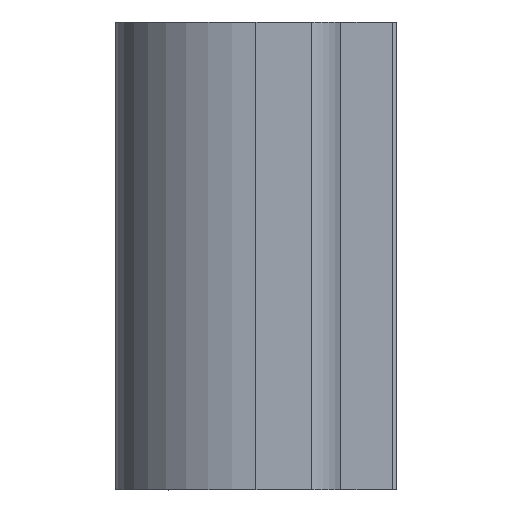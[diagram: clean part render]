
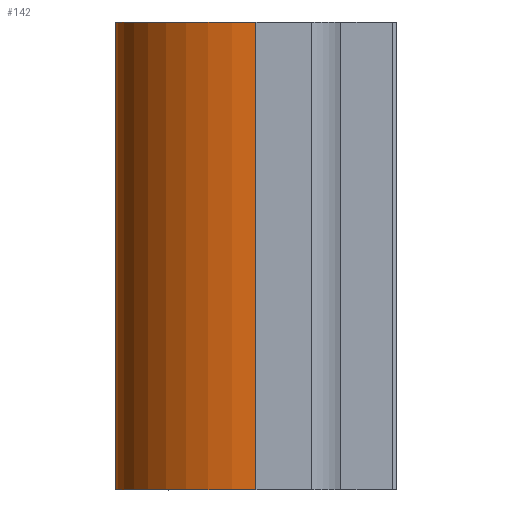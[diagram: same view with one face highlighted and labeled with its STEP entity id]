
A CAD part, front view. The second image highlights one B-rep face of the part: STEP entity #142.
In plain terms, the highlighted cylindrical face has radius 30 mm (diameter 60 mm), a partial arc.
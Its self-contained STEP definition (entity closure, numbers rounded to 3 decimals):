
#142 = ADVANCED_FACE ( 'NONE', ( #5466 ), #4959, .T. ) ;
#163 = VECTOR ( 'NONE', #459, 1000. ) ;
#249 = CARTESIAN_POINT ( 'NONE',  ( 8017.896, 3701.825, 100. ) ) ;
#323 = VERTEX_POINT ( 'NONE', #7478 ) ;
#459 = DIRECTION ( 'NONE',  ( 0., 0., 1. ) ) ;
#1120 = CARTESIAN_POINT ( 'NONE',  ( 7987.896, 3731.825, 0. ) ) ;
#1586 = EDGE_LOOP ( 'NONE', ( #6539, #6422, #6291, #6057 ) ) ;
#1862 = VECTOR ( 'NONE', #5594, 1000. ) ;
#2072 = LINE ( 'NONE', #9563, #1862 ) ;
#2321 = AXIS2_PLACEMENT_3D ( 'NONE', #4381, #4450, #4248 ) ;
#2528 = DIRECTION ( 'NONE',  ( 0., 0., -1. ) ) ;
#2571 = DIRECTION ( 'NONE',  ( 0., 0., 1. ) ) ;
#2729 = AXIS2_PLACEMENT_3D ( 'NONE', #7121, #2528, #7947 ) ;
#3177 = VERTEX_POINT ( 'NONE', #1120 ) ;
#3274 = VERTEX_POINT ( 'NONE', #249 ) ;
#4044 = CARTESIAN_POINT ( 'NONE',  ( 8017.896, 3701.825, 100. ) ) ;
#4248 = DIRECTION ( 'NONE',  ( -1., 0., 0. ) ) ;
#4381 = CARTESIAN_POINT ( 'NONE',  ( 8017.896, 3731.825, 100. ) ) ;
#4450 = DIRECTION ( 'NONE',  ( 0., 0., -1. ) ) ;
#4959 = CYLINDRICAL_SURFACE ( 'NONE', #2321, 30. ) ;
#5466 = FACE_OUTER_BOUND ( 'NONE', #1586, .T. ) ;
#5594 = DIRECTION ( 'NONE',  ( 0., 0., -1. ) ) ;
#5917 = CARTESIAN_POINT ( 'NONE',  ( 7987.896, 3731.825, 100. ) ) ;
#6057 = ORIENTED_EDGE ( 'NONE', *, *, #8598, .T. ) ;
#6068 = CIRCLE ( 'NONE', #8910, 30. ) ;
#6291 = ORIENTED_EDGE ( 'NONE', *, *, #8583, .T. ) ;
#6313 = LINE ( 'NONE', #4044, #163 ) ;
#6422 = ORIENTED_EDGE ( 'NONE', *, *, #8601, .T. ) ;
#6539 = ORIENTED_EDGE ( 'NONE', *, *, #8569, .T. ) ;
#6549 = CIRCLE ( 'NONE', #2729, 30. ) ;
#7121 = CARTESIAN_POINT ( 'NONE',  ( 8017.896, 3731.825, 100. ) ) ;
#7156 = CARTESIAN_POINT ( 'NONE',  ( 8017.896, 3731.825, 0. ) ) ;
#7478 = CARTESIAN_POINT ( 'NONE',  ( 8017.896, 3701.825, 0. ) ) ;
#7947 = DIRECTION ( 'NONE',  ( -1., 0., 0. ) ) ;
#7978 = DIRECTION ( 'NONE',  ( -1., 0., 0. ) ) ;
#8569 = EDGE_CURVE ( 'NONE', #3274, #9388, #6549, .T. ) ;
#8583 = EDGE_CURVE ( 'NONE', #3177, #323, #6068, .T. ) ;
#8598 = EDGE_CURVE ( 'NONE', #323, #3274, #6313, .T. ) ;
#8601 = EDGE_CURVE ( 'NONE', #9388, #3177, #2072, .T. ) ;
#8910 = AXIS2_PLACEMENT_3D ( 'NONE', #7156, #2571, #7978 ) ;
#9388 = VERTEX_POINT ( 'NONE', #5917 ) ;
#9563 = CARTESIAN_POINT ( 'NONE',  ( 7987.896, 3731.825, 100. ) ) ;
